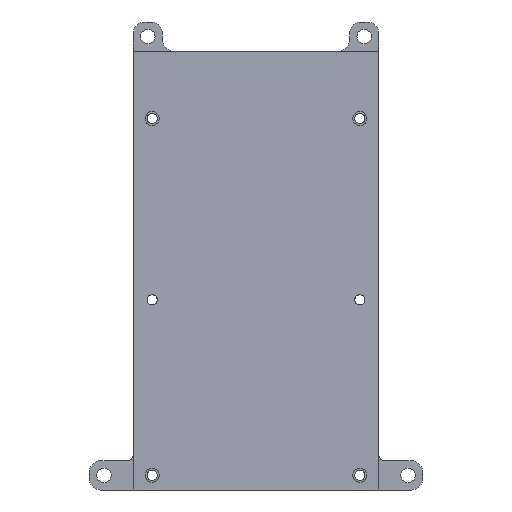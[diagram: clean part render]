
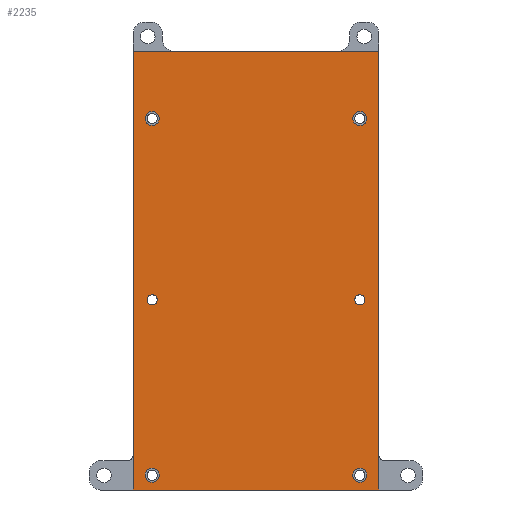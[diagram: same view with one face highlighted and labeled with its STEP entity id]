
A CAD part, front view. The second image highlights one B-rep face of the part: STEP entity #2235.
In plain terms, the highlighted planar face has unit normal (0, -1, 0).
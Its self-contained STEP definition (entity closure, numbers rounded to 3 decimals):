
#10 = CIRCLE ( 'NONE', #3774, 2.4 ) ;
#18 = ORIENTED_EDGE ( 'NONE', *, *, #1629, .F. ) ;
#76 = VERTEX_POINT ( 'NONE', #2050 ) ;
#111 = ORIENTED_EDGE ( 'NONE', *, *, #5143, .F. ) ;
#149 = EDGE_CURVE ( 'NONE', #5640, #1949, #5394, .T. ) ;
#163 = CARTESIAN_POINT ( 'NONE',  ( 0., 0., -71. ) ) ;
#339 = DIRECTION ( 'NONE',  ( 0., -1., 0. ) ) ;
#399 = DIRECTION ( 'NONE',  ( 0., -1., 0. ) ) ;
#457 = CARTESIAN_POINT ( 'NONE',  ( -35.5, 0., -66. ) ) ;
#481 = DIRECTION ( 'NONE',  ( 0., -1., 0. ) ) ;
#495 = VERTEX_POINT ( 'NONE', #3357 ) ;
#507 = CARTESIAN_POINT ( 'NONE',  ( 0., 0., 0. ) ) ;
#523 = DIRECTION ( 'NONE',  ( 0., -1., 0. ) ) ;
#586 = EDGE_LOOP ( 'NONE', ( #18, #5178 ) ) ;
#603 = EDGE_CURVE ( 'NONE', #2943, #1592, #3008, .T. ) ;
#617 = ORIENTED_EDGE ( 'NONE', *, *, #3068, .F. ) ;
#653 = AXIS2_PLACEMENT_3D ( 'NONE', #2370, #2312, #912 ) ;
#668 = VERTEX_POINT ( 'NONE', #4451 ) ;
#673 = EDGE_CURVE ( 'NONE', #1949, #5640, #3902, .T. ) ;
#699 = FACE_BOUND ( 'NONE', #5627, .T. ) ;
#736 = EDGE_LOOP ( 'NONE', ( #2745, #2200, #3825, #2324 ) ) ;
#785 = EDGE_CURVE ( 'NONE', #5635, #1928, #2929, .T. ) ;
#839 = CARTESIAN_POINT ( 'NONE',  ( -35.5, 0., -4.25 ) ) ;
#912 = DIRECTION ( 'NONE',  ( 0., 0., -1. ) ) ;
#921 = DIRECTION ( 'NONE',  ( 0., 0., 1. ) ) ;
#997 = DIRECTION ( 'NONE',  ( 0., 0., 1. ) ) ;
#1000 = FACE_OUTER_BOUND ( 'NONE', #736, .T. ) ;
#1132 = EDGE_CURVE ( 'NONE', #76, #1392, #4355, .T. ) ;
#1140 = DIRECTION ( 'NONE',  ( 1., 0., 0. ) ) ;
#1169 = DIRECTION ( 'NONE',  ( 0., -1., 0. ) ) ;
#1274 = DIRECTION ( 'NONE',  ( 0., 0., -1. ) ) ;
#1310 = DIRECTION ( 'NONE',  ( 0., 0., -1. ) ) ;
#1325 = DIRECTION ( 'NONE',  ( 0., 0., -1. ) ) ;
#1329 = AXIS2_PLACEMENT_3D ( 'NONE', #3351, #523, #2464 ) ;
#1345 = ORIENTED_EDGE ( 'NONE', *, *, #149, .F. ) ;
#1392 = VERTEX_POINT ( 'NONE', #839 ) ;
#1393 = EDGE_CURVE ( 'NONE', #1392, #76, #2704, .T. ) ;
#1401 = DIRECTION ( 'NONE',  ( 0., -1., 0. ) ) ;
#1473 = DIRECTION ( 'NONE',  ( 0., 1., 0. ) ) ;
#1576 = AXIS2_PLACEMENT_3D ( 'NONE', #5881, #2536, #3947 ) ;
#1592 = VERTEX_POINT ( 'NONE', #4787 ) ;
#1629 = EDGE_CURVE ( 'NONE', #1928, #5635, #2842, .T. ) ;
#1632 = EDGE_LOOP ( 'NONE', ( #617, #5378 ) ) ;
#1662 = EDGE_LOOP ( 'NONE', ( #3981, #5554 ) ) ;
#1747 = CARTESIAN_POINT ( 'NONE',  ( 35.5, 0., -7.75 ) ) ;
#1863 = EDGE_LOOP ( 'NONE', ( #1345, #2460 ) ) ;
#1903 = DIRECTION ( 'NONE',  ( 0., 0., -1. ) ) ;
#1928 = VERTEX_POINT ( 'NONE', #5134 ) ;
#1949 = VERTEX_POINT ( 'NONE', #1747 ) ;
#1983 = DIRECTION ( 'NONE',  ( 0., -1., 0. ) ) ;
#2018 = CIRCLE ( 'NONE', #2267, 2.4 ) ;
#2033 = CARTESIAN_POINT ( 'NONE',  ( 0., 0., 79. ) ) ;
#2036 = FACE_BOUND ( 'NONE', #586, .T. ) ;
#2050 = CARTESIAN_POINT ( 'NONE',  ( -35.5, 0., -7.75 ) ) ;
#2067 = CARTESIAN_POINT ( 'NONE',  ( 35.5, 0., -6. ) ) ;
#2137 = AXIS2_PLACEMENT_3D ( 'NONE', #5076, #399, #921 ) ;
#2175 = CARTESIAN_POINT ( 'NONE',  ( -35.5, 0., 56. ) ) ;
#2200 = ORIENTED_EDGE ( 'NONE', *, *, #4654, .F. ) ;
#2203 = DIRECTION ( 'NONE',  ( 0., 0., -1. ) ) ;
#2227 = VECTOR ( 'NONE', #2978, 1000. ) ;
#2235 = ADVANCED_FACE ( 'NONE', ( #699, #5142, #2036, #4701, #4779, #3285, #1000 ), #5744, .F. ) ;
#2245 = ORIENTED_EDGE ( 'NONE', *, *, #603, .F. ) ;
#2267 = AXIS2_PLACEMENT_3D ( 'NONE', #457, #1401, #1325 ) ;
#2312 = DIRECTION ( 'NONE',  ( 0., -1., 0. ) ) ;
#2323 = CARTESIAN_POINT ( 'NONE',  ( 35.5, 0., 58.4 ) ) ;
#2324 = ORIENTED_EDGE ( 'NONE', *, *, #5420, .F. ) ;
#2332 = VERTEX_POINT ( 'NONE', #4535 ) ;
#2370 = CARTESIAN_POINT ( 'NONE',  ( 35.5, 0., 56. ) ) ;
#2437 = LINE ( 'NONE', #163, #2227 ) ;
#2460 = ORIENTED_EDGE ( 'NONE', *, *, #673, .F. ) ;
#2464 = DIRECTION ( 'NONE',  ( 0., 0., -1. ) ) ;
#2536 = DIRECTION ( 'NONE',  ( 0., -1., 0. ) ) ;
#2704 = CIRCLE ( 'NONE', #2137, 1.75 ) ;
#2745 = ORIENTED_EDGE ( 'NONE', *, *, #4990, .F. ) ;
#2756 = AXIS2_PLACEMENT_3D ( 'NONE', #2067, #3135, #3610 ) ;
#2842 = CIRCLE ( 'NONE', #3733, 2.4 ) ;
#2879 = CIRCLE ( 'NONE', #1329, 2.4 ) ;
#2929 = CIRCLE ( 'NONE', #4550, 2.4 ) ;
#2934 = AXIS2_PLACEMENT_3D ( 'NONE', #2175, #3140, #1310 ) ;
#2943 = VERTEX_POINT ( 'NONE', #4545 ) ;
#2978 = DIRECTION ( 'NONE',  ( -1., 0., 0. ) ) ;
#3008 = CIRCLE ( 'NONE', #1576, 2.4 ) ;
#3042 = EDGE_LOOP ( 'NONE', ( #5477, #6002 ) ) ;
#3068 = EDGE_CURVE ( 'NONE', #5636, #4228, #10, .T. ) ;
#3135 = DIRECTION ( 'NONE',  ( 0., -1., 0. ) ) ;
#3140 = DIRECTION ( 'NONE',  ( 0., -1., 0. ) ) ;
#3251 = LINE ( 'NONE', #3872, #4519 ) ;
#3285 = FACE_BOUND ( 'NONE', #3042, .T. ) ;
#3351 = CARTESIAN_POINT ( 'NONE',  ( 35.5, 0., 56. ) ) ;
#3357 = CARTESIAN_POINT ( 'NONE',  ( 35.5, 0., 53.6 ) ) ;
#3396 = VECTOR ( 'NONE', #1140, 1000. ) ;
#3440 = AXIS2_PLACEMENT_3D ( 'NONE', #5759, #3915, #5324 ) ;
#3520 = CARTESIAN_POINT ( 'NONE',  ( 35.5, 0., -6. ) ) ;
#3557 = EDGE_CURVE ( 'NONE', #4228, #5636, #2018, .T. ) ;
#3569 = AXIS2_PLACEMENT_3D ( 'NONE', #507, #1473, #3822 ) ;
#3610 = DIRECTION ( 'NONE',  ( 0., 0., 1. ) ) ;
#3621 = CIRCLE ( 'NONE', #653, 2.4 ) ;
#3733 = AXIS2_PLACEMENT_3D ( 'NONE', #4829, #1983, #1903 ) ;
#3774 = AXIS2_PLACEMENT_3D ( 'NONE', #4339, #481, #5721 ) ;
#3822 = DIRECTION ( 'NONE',  ( 0., 0., 1. ) ) ;
#3825 = ORIENTED_EDGE ( 'NONE', *, *, #5613, .F. ) ;
#3872 = CARTESIAN_POINT ( 'NONE',  ( -42., 0., 0. ) ) ;
#3902 = CIRCLE ( 'NONE', #6146, 1.75 ) ;
#3915 = DIRECTION ( 'NONE',  ( 0., -1., 0. ) ) ;
#3947 = DIRECTION ( 'NONE',  ( 0., 0., -1. ) ) ;
#3981 = ORIENTED_EDGE ( 'NONE', *, *, #4859, .F. ) ;
#3994 = VERTEX_POINT ( 'NONE', #4160 ) ;
#4116 = CARTESIAN_POINT ( 'NONE',  ( 35.5, 0., -66. ) ) ;
#4160 = CARTESIAN_POINT ( 'NONE',  ( 42., 0., -71. ) ) ;
#4228 = VERTEX_POINT ( 'NONE', #4327 ) ;
#4327 = CARTESIAN_POINT ( 'NONE',  ( -35.5, 0., -63.6 ) ) ;
#4339 = CARTESIAN_POINT ( 'NONE',  ( -35.5, 0., -66. ) ) ;
#4355 = CIRCLE ( 'NONE', #3440, 1.75 ) ;
#4451 = CARTESIAN_POINT ( 'NONE',  ( -42., 0., 79. ) ) ;
#4519 = VECTOR ( 'NONE', #997, 1000. ) ;
#4535 = CARTESIAN_POINT ( 'NONE',  ( -42., 0., -71. ) ) ;
#4545 = CARTESIAN_POINT ( 'NONE',  ( -35.5, 0., 53.6 ) ) ;
#4550 = AXIS2_PLACEMENT_3D ( 'NONE', #4116, #339, #2203 ) ;
#4654 = EDGE_CURVE ( 'NONE', #5758, #3994, #5044, .T. ) ;
#4670 = LINE ( 'NONE', #2033, #3396 ) ;
#4692 = VERTEX_POINT ( 'NONE', #2323 ) ;
#4701 = FACE_BOUND ( 'NONE', #1632, .T. ) ;
#4779 = FACE_BOUND ( 'NONE', #1863, .T. ) ;
#4787 = CARTESIAN_POINT ( 'NONE',  ( -35.5, 0., 58.4 ) ) ;
#4829 = CARTESIAN_POINT ( 'NONE',  ( 35.5, 0., -66. ) ) ;
#4859 = EDGE_CURVE ( 'NONE', #495, #4692, #2879, .T. ) ;
#4899 = CIRCLE ( 'NONE', #2934, 2.4 ) ;
#4946 = CARTESIAN_POINT ( 'NONE',  ( -35.5, 0., -68.4 ) ) ;
#4987 = CARTESIAN_POINT ( 'NONE',  ( 35.5, 0., -4.25 ) ) ;
#4990 = EDGE_CURVE ( 'NONE', #3994, #2332, #2437, .T. ) ;
#5044 = LINE ( 'NONE', #6103, #5867 ) ;
#5076 = CARTESIAN_POINT ( 'NONE',  ( -35.5, 0., -6. ) ) ;
#5134 = CARTESIAN_POINT ( 'NONE',  ( 35.5, 0., -68.4 ) ) ;
#5142 = FACE_BOUND ( 'NONE', #1662, .T. ) ;
#5143 = EDGE_CURVE ( 'NONE', #1592, #2943, #4899, .T. ) ;
#5178 = ORIENTED_EDGE ( 'NONE', *, *, #785, .F. ) ;
#5324 = DIRECTION ( 'NONE',  ( 0., 0., 1. ) ) ;
#5378 = ORIENTED_EDGE ( 'NONE', *, *, #3557, .F. ) ;
#5394 = CIRCLE ( 'NONE', #2756, 1.75 ) ;
#5420 = EDGE_CURVE ( 'NONE', #2332, #668, #3251, .T. ) ;
#5439 = DIRECTION ( 'NONE',  ( 0., 0., 1. ) ) ;
#5477 = ORIENTED_EDGE ( 'NONE', *, *, #1393, .F. ) ;
#5554 = ORIENTED_EDGE ( 'NONE', *, *, #5934, .F. ) ;
#5613 = EDGE_CURVE ( 'NONE', #668, #5758, #4670, .T. ) ;
#5627 = EDGE_LOOP ( 'NONE', ( #2245, #111 ) ) ;
#5635 = VERTEX_POINT ( 'NONE', #5961 ) ;
#5636 = VERTEX_POINT ( 'NONE', #4946 ) ;
#5640 = VERTEX_POINT ( 'NONE', #4987 ) ;
#5721 = DIRECTION ( 'NONE',  ( 0., 0., -1. ) ) ;
#5744 = PLANE ( 'NONE',  #3569 ) ;
#5758 = VERTEX_POINT ( 'NONE', #6047 ) ;
#5759 = CARTESIAN_POINT ( 'NONE',  ( -35.5, 0., -6. ) ) ;
#5867 = VECTOR ( 'NONE', #1274, 1000. ) ;
#5881 = CARTESIAN_POINT ( 'NONE',  ( -35.5, 0., 56. ) ) ;
#5934 = EDGE_CURVE ( 'NONE', #4692, #495, #3621, .T. ) ;
#5961 = CARTESIAN_POINT ( 'NONE',  ( 35.5, 0., -63.6 ) ) ;
#6002 = ORIENTED_EDGE ( 'NONE', *, *, #1132, .F. ) ;
#6047 = CARTESIAN_POINT ( 'NONE',  ( 42., 0., 79. ) ) ;
#6103 = CARTESIAN_POINT ( 'NONE',  ( 42., 0., 0. ) ) ;
#6146 = AXIS2_PLACEMENT_3D ( 'NONE', #3520, #1169, #5439 ) ;
